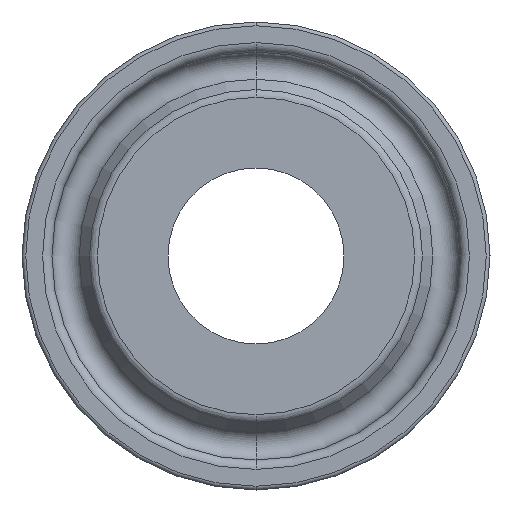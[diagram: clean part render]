
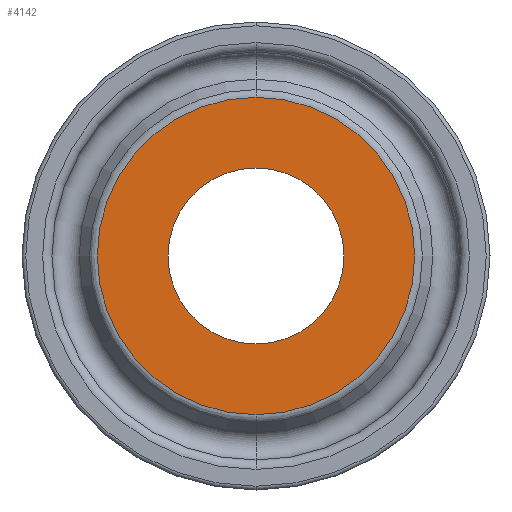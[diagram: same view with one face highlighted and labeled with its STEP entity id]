
A CAD part, front view. The second image highlights one B-rep face of the part: STEP entity #4142.
In plain terms, the highlighted planar face has unit normal (0, -1, 0).
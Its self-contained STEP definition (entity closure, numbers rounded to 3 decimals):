
#28 = EDGE_LOOP ( 'NONE', ( #3063, #1611 ) ) ;
#148 = CARTESIAN_POINT ( 'NONE',  ( 0., -37.2, 4.7 ) ) ;
#294 = DIRECTION ( 'NONE',  ( 0., 1., 0. ) ) ;
#330 = EDGE_CURVE ( 'NONE', #5026, #697, #4685, .T. ) ;
#335 = DIRECTION ( 'NONE',  ( 0., 0., 1. ) ) ;
#524 = AXIS2_PLACEMENT_3D ( 'NONE', #790, #2443, #335 ) ;
#567 = AXIS2_PLACEMENT_3D ( 'NONE', #1469, #3130, #4780 ) ;
#622 = EDGE_CURVE ( 'NONE', #5339, #2009, #1342, .T. ) ;
#697 = VERTEX_POINT ( 'NONE', #3664 ) ;
#724 = CARTESIAN_POINT ( 'NONE',  ( 4.7, -37.2, 0. ) ) ;
#743 = AXIS2_PLACEMENT_3D ( 'NONE', #724, #294, #2366 ) ;
#790 = CARTESIAN_POINT ( 'NONE',  ( 0., -37.2, 0. ) ) ;
#1212 = DIRECTION ( 'NONE',  ( 0., 0., 1. ) ) ;
#1342 = CIRCLE ( 'NONE', #567, 4.7 ) ;
#1383 = EDGE_LOOP ( 'NONE', ( #3223, #4189 ) ) ;
#1469 = CARTESIAN_POINT ( 'NONE',  ( 0., -37.2, 0. ) ) ;
#1573 = FACE_BOUND ( 'NONE', #1383, .T. ) ;
#1611 = ORIENTED_EDGE ( 'NONE', *, *, #2335, .F. ) ;
#2009 = VERTEX_POINT ( 'NONE', #2233 ) ;
#2233 = CARTESIAN_POINT ( 'NONE',  ( 0., -37.2, -4.7 ) ) ;
#2298 = CIRCLE ( 'NONE', #4299, 8.478 ) ;
#2335 = EDGE_CURVE ( 'NONE', #697, #5026, #2298, .T. ) ;
#2366 = DIRECTION ( 'NONE',  ( 0., 0., 1. ) ) ;
#2443 = DIRECTION ( 'NONE',  ( 0., 1., 0. ) ) ;
#2457 = CARTESIAN_POINT ( 'NONE',  ( 0., -37.2, 0. ) ) ;
#3063 = ORIENTED_EDGE ( 'NONE', *, *, #330, .F. ) ;
#3064 = CARTESIAN_POINT ( 'NONE',  ( 0., -37.2, 8.478 ) ) ;
#3130 = DIRECTION ( 'NONE',  ( 0., 1., 0. ) ) ;
#3173 = AXIS2_PLACEMENT_3D ( 'NONE', #4939, #5351, #1212 ) ;
#3223 = ORIENTED_EDGE ( 'NONE', *, *, #622, .T. ) ;
#3634 = DIRECTION ( 'NONE',  ( 0., 1., 0. ) ) ;
#3664 = CARTESIAN_POINT ( 'NONE',  ( 0., -37.2, -8.478 ) ) ;
#3717 = DIRECTION ( 'NONE',  ( 0., 0., 1. ) ) ;
#3871 = CIRCLE ( 'NONE', #3173, 4.7 ) ;
#4142 = ADVANCED_FACE ( 'NONE', ( #5237, #1573 ), #5319, .F. ) ;
#4189 = ORIENTED_EDGE ( 'NONE', *, *, #4887, .T. ) ;
#4299 = AXIS2_PLACEMENT_3D ( 'NONE', #2457, #3634, #3717 ) ;
#4685 = CIRCLE ( 'NONE', #524, 8.478 ) ;
#4780 = DIRECTION ( 'NONE',  ( 0., 0., 1. ) ) ;
#4887 = EDGE_CURVE ( 'NONE', #2009, #5339, #3871, .T. ) ;
#4939 = CARTESIAN_POINT ( 'NONE',  ( 0., -37.2, 0. ) ) ;
#5026 = VERTEX_POINT ( 'NONE', #3064 ) ;
#5237 = FACE_OUTER_BOUND ( 'NONE', #28, .T. ) ;
#5319 = PLANE ( 'NONE',  #743 ) ;
#5339 = VERTEX_POINT ( 'NONE', #148 ) ;
#5351 = DIRECTION ( 'NONE',  ( 0., 1., 0. ) ) ;
